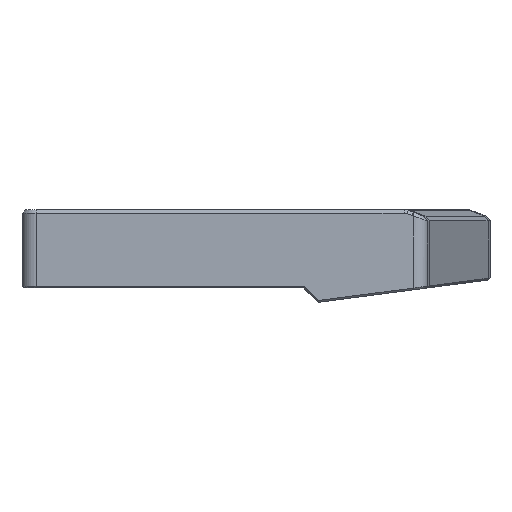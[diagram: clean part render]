
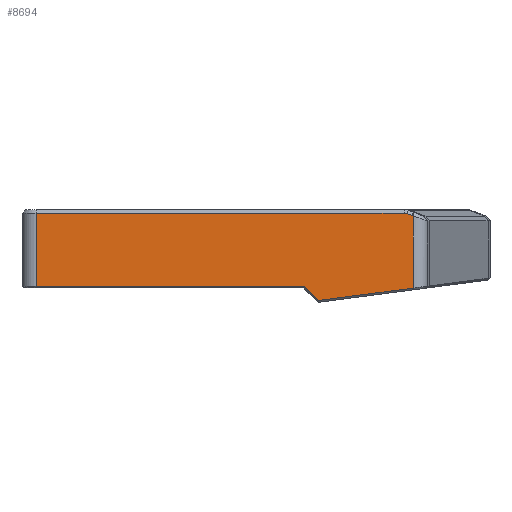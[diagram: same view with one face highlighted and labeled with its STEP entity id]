
A CAD part, left-side view. The second image highlights one B-rep face of the part: STEP entity #8694.
In plain terms, the highlighted planar face has unit normal (-1, 0, 0).
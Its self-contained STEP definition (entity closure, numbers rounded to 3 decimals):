
#34=B_SPLINE_CURVE_WITH_KNOTS('',3,(#13530,#13531,#13532,#13533),
 .UNSPECIFIED.,.F.,.F.,(4,4),(-1.571,-1.485),
 .UNSPECIFIED.);
#73=B_SPLINE_CURVE_WITH_KNOTS('',3,(#14094,#14095,#14096,#14097),
 .UNSPECIFIED.,.F.,.F.,(4,4),(1.554,1.571),
 .UNSPECIFIED.);
#459=CIRCLE('',#9307,2.5);
#933=FACE_OUTER_BOUND('',#1461,.T.);
#1461=EDGE_LOOP('',(#6504,#6505,#6506,#6507,#6508,#6509,#6510,#6511,#6512,
#6513));
#2056=LINE('',#13392,#2923);
#2064=LINE('',#13416,#2931);
#2101=LINE('',#13977,#2968);
#2104=LINE('',#13983,#2971);
#2106=LINE('',#13987,#2973);
#2139=LINE('',#14338,#3006);
#2140=LINE('',#14340,#3007);
#2923=VECTOR('',#10606,10.);
#2931=VECTOR('',#10630,10.);
#2968=VECTOR('',#10703,10.);
#2971=VECTOR('',#10708,10.);
#2973=VECTOR('',#10712,10.);
#3006=VECTOR('',#10775,10.);
#3007=VECTOR('',#10778,10.);
#3875=VERTEX_POINT('',#13382);
#3877=VERTEX_POINT('',#13390);
#3880=VERTEX_POINT('',#13400);
#3884=VERTEX_POINT('',#13412);
#3887=VERTEX_POINT('',#13462);
#3928=VERTEX_POINT('',#13974);
#3929=VERTEX_POINT('',#13976);
#3931=VERTEX_POINT('',#13982);
#3932=VERTEX_POINT('',#13986);
#3942=VERTEX_POINT('',#14038);
#4756=EDGE_CURVE('',#3875,#3877,#2056,.T.);
#4762=EDGE_CURVE('',#3877,#3880,#459,.T.);
#4768=EDGE_CURVE('',#3880,#3884,#2064,.T.);
#4782=EDGE_CURVE('',#3884,#3887,#34,.T.);
#4850=EDGE_CURVE('',#3928,#3929,#2101,.T.);
#4853=EDGE_CURVE('',#3929,#3931,#2104,.T.);
#4855=EDGE_CURVE('',#3931,#3932,#2106,.T.);
#4878=EDGE_CURVE('',#3942,#3928,#73,.T.);
#4910=EDGE_CURVE('',#3932,#3875,#2139,.T.);
#4911=EDGE_CURVE('',#3887,#3942,#2140,.T.);
#6504=ORIENTED_EDGE('',*,*,#4756,.F.);
#6505=ORIENTED_EDGE('',*,*,#4910,.F.);
#6506=ORIENTED_EDGE('',*,*,#4855,.F.);
#6507=ORIENTED_EDGE('',*,*,#4853,.F.);
#6508=ORIENTED_EDGE('',*,*,#4850,.F.);
#6509=ORIENTED_EDGE('',*,*,#4878,.F.);
#6510=ORIENTED_EDGE('',*,*,#4911,.F.);
#6511=ORIENTED_EDGE('',*,*,#4782,.F.);
#6512=ORIENTED_EDGE('',*,*,#4768,.F.);
#6513=ORIENTED_EDGE('',*,*,#4762,.F.);
#8357=PLANE('',#9345);
#8694=ADVANCED_FACE('',(#933),#8357,.T.);
#9307=AXIS2_PLACEMENT_3D('',#13404,#10619,#10620);
#9345=AXIS2_PLACEMENT_3D('',#14339,#10776,#10777);
#10606=DIRECTION('',(0.,-1.,0.));
#10619=DIRECTION('center_axis',(1.,0.,0.));
#10620=DIRECTION('ref_axis',(0.,-0.174,0.985));
#10630=DIRECTION('',(0.,-0.94,-0.342));
#10703=DIRECTION('',(0.,0.991,-0.131));
#10708=DIRECTION('',(0.,0.707,0.707));
#10712=DIRECTION('',(0.,1.,0.));
#10775=DIRECTION('',(0.,0.,1.));
#10776=DIRECTION('center_axis',(-1.,0.,0.));
#10777=DIRECTION('ref_axis',(0.,-1.,0.));
#10778=DIRECTION('',(0.,0.,-1.));
#13382=CARTESIAN_POINT('',(-174.627,60.993,13.4));
#13390=CARTESIAN_POINT('',(-174.627,-43.238,13.4));
#13392=CARTESIAN_POINT('',(-174.627,30.837,13.4));
#13400=CARTESIAN_POINT('',(-174.627,-44.093,13.249));
#13404=CARTESIAN_POINT('Origin',(-174.627,-43.238,10.9));
#13412=CARTESIAN_POINT('',(-174.627,-45.513,12.732));
#13416=CARTESIAN_POINT('',(-174.627,1.57,29.869));
#13462=CARTESIAN_POINT('',(-174.627,-45.855,12.608));
#13530=CARTESIAN_POINT('Ctrl Pts',(-174.627,-45.513,
12.732));
#13531=CARTESIAN_POINT('Ctrl Pts',(-174.627,-45.627,
12.691));
#13532=CARTESIAN_POINT('Ctrl Pts',(-174.627,-45.741,
12.65));
#13533=CARTESIAN_POINT('Ctrl Pts',(-174.627,-45.855,
12.608));
#13974=CARTESIAN_POINT('',(-174.627,-45.79,-7.818));
#13976=CARTESIAN_POINT('',(-174.627,-19.106,-11.331));
#13977=CARTESIAN_POINT('',(-174.627,62.916,-22.129));
#13982=CARTESIAN_POINT('',(-174.627,-15.062,-7.287));
#13983=CARTESIAN_POINT('',(-174.627,8.225,16.));
#13986=CARTESIAN_POINT('',(-174.627,60.993,-7.287));
#13987=CARTESIAN_POINT('',(-174.627,24.819,-7.287));
#14038=CARTESIAN_POINT('',(-174.627,-45.855,-7.809));
#14094=CARTESIAN_POINT('Ctrl Pts',(-174.627,-45.855,
-7.809));
#14095=CARTESIAN_POINT('Ctrl Pts',(-174.627,-45.833,
-7.812));
#14096=CARTESIAN_POINT('Ctrl Pts',(-174.627,-45.812,
-7.815));
#14097=CARTESIAN_POINT('Ctrl Pts',(-174.627,-45.79,
-7.818));
#14338=CARTESIAN_POINT('',(-174.627,60.993,6.6));
#14339=CARTESIAN_POINT('Origin',(-174.627,64.493,6.6));
#14340=CARTESIAN_POINT('',(-174.627,-45.855,6.6));
